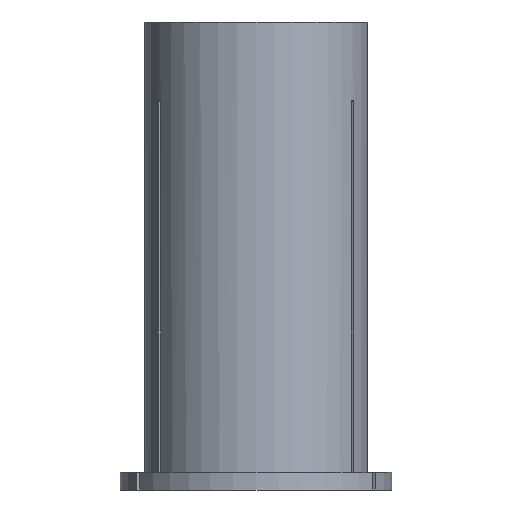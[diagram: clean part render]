
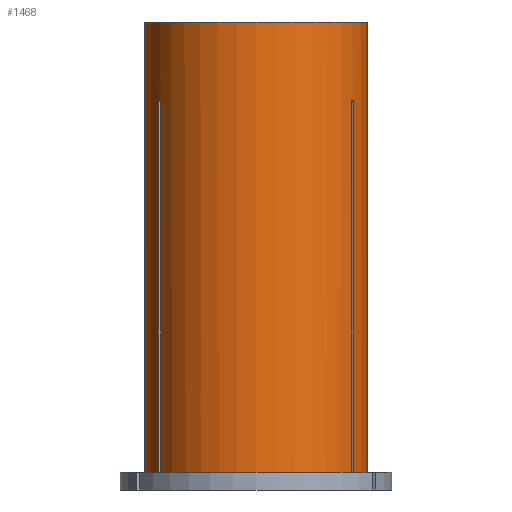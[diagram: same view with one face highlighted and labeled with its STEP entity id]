
A CAD part, front view. The second image highlights one B-rep face of the part: STEP entity #1468.
In plain terms, the highlighted cylindrical face has radius 12.5 mm (diameter 25 mm), a partial arc.
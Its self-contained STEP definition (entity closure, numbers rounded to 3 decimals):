
#3 = VERTEX_POINT ( 'NONE', #586 ) ;
#28 = CARTESIAN_POINT ( 'NONE',  ( 0., 0., -50.5 ) ) ;
#86 = ORIENTED_EDGE ( 'NONE', *, *, #383, .T. ) ;
#98 = FACE_OUTER_BOUND ( 'NONE', #1449, .T. ) ;
#101 = AXIS2_PLACEMENT_3D ( 'NONE', #1730, #1331, #508 ) ;
#137 = ORIENTED_EDGE ( 'NONE', *, *, #1733, .F. ) ;
#144 = CARTESIAN_POINT ( 'NONE',  ( -10.972, -5.988, -50.5 ) ) ;
#146 = CARTESIAN_POINT ( 'NONE',  ( 0., 0., -50.5 ) ) ;
#147 = AXIS2_PLACEMENT_3D ( 'NONE', #166, #1247, #1125 ) ;
#166 = CARTESIAN_POINT ( 'NONE',  ( 0., 0., 0. ) ) ;
#176 = VERTEX_POINT ( 'NONE', #370 ) ;
#185 = CARTESIAN_POINT ( 'NONE',  ( -10.724, -6.423, -8.829 ) ) ;
#189 = EDGE_CURVE ( 'NONE', #3, #809, #1142, .T. ) ;
#205 = CARTESIAN_POINT ( 'NONE',  ( 10.972, -5.988, 0. ) ) ;
#213 = LINE ( 'NONE', #821, #1611 ) ;
#233 = ORIENTED_EDGE ( 'NONE', *, *, #1196, .T. ) ;
#253 = EDGE_CURVE ( 'NONE', #3, #627, #648, .T. ) ;
#263 = EDGE_CURVE ( 'NONE', #176, #925, #1366, .T. ) ;
#273 = DIRECTION ( 'NONE',  ( 0., 0., 1. ) ) ;
#303 = DIRECTION ( 'NONE',  ( 0., 0., 1. ) ) ;
#312 = CARTESIAN_POINT ( 'NONE',  ( -10.672, -6.508, -8.83 ) ) ;
#320 = VERTEX_POINT ( 'NONE', #992 ) ;
#344 = CARTESIAN_POINT ( 'NONE',  ( -10.972, -5.988, -8.83 ) ) ;
#365 = CARTESIAN_POINT ( 'NONE',  ( 12.5, 0., -50.5 ) ) ;
#369 = LINE ( 'NONE', #205, #408 ) ;
#370 = CARTESIAN_POINT ( 'NONE',  ( 10.972, -5.988, -50.5 ) ) ;
#383 = EDGE_CURVE ( 'NONE', #925, #1674, #587, .T. ) ;
#397 = VERTEX_POINT ( 'NONE', #1273 ) ;
#408 = VECTOR ( 'NONE', #1162, 1000. ) ;
#473 = CARTESIAN_POINT ( 'NONE',  ( -10.924, -6.076, -8.829 ) ) ;
#486 = ORIENTED_EDGE ( 'NONE', *, *, #926, .F. ) ;
#508 = DIRECTION ( 'NONE',  ( 1., 0., 0. ) ) ;
#567 = DIRECTION ( 'NONE',  ( 0., 0., 1. ) ) ;
#570 = EDGE_CURVE ( 'NONE', #1274, #1012, #1337, .T. ) ;
#584 = AXIS2_PLACEMENT_3D ( 'NONE', #28, #273, #1231 ) ;
#586 = CARTESIAN_POINT ( 'NONE',  ( -12.5, 0., -50.5 ) ) ;
#587 = LINE ( 'NONE', #734, #1584 ) ;
#609 = CARTESIAN_POINT ( 'NONE',  ( -10.972, -5.988, -8.83 ) ) ;
#627 = VERTEX_POINT ( 'NONE', #144 ) ;
#628 = VECTOR ( 'NONE', #303, 1000. ) ;
#635 = CARTESIAN_POINT ( 'NONE',  ( 10.672, -6.508, -8.83 ) ) ;
#638 = CARTESIAN_POINT ( 'NONE',  ( 0., 0., 0. ) ) ;
#648 = CIRCLE ( 'NONE', #584, 12.5 ) ;
#696 = DIRECTION ( 'NONE',  ( 0., 0., 1. ) ) ;
#718 = DIRECTION ( 'NONE',  ( 1., 0., 0. ) ) ;
#734 = CARTESIAN_POINT ( 'NONE',  ( 12.5, 0., 0. ) ) ;
#736 = VERTEX_POINT ( 'NONE', #635 ) ;
#764 = EDGE_CURVE ( 'NONE', #736, #320, #1155, .T. ) ;
#809 = VERTEX_POINT ( 'NONE', #903 ) ;
#820 = DIRECTION ( 'NONE',  ( 0., 0., 1. ) ) ;
#821 = CARTESIAN_POINT ( 'NONE',  ( 10.672, -6.508, 0. ) ) ;
#826 = EDGE_CURVE ( 'NONE', #627, #1722, #1702, .T. ) ;
#864 = AXIS2_PLACEMENT_3D ( 'NONE', #146, #567, #718 ) ;
#866 = DIRECTION ( 'NONE',  ( 0., 0., 1. ) ) ;
#887 = CARTESIAN_POINT ( 'NONE',  ( 12.5, 0., 0. ) ) ;
#893 = EDGE_CURVE ( 'NONE', #1722, #1012, #1311, .T. ) ;
#903 = CARTESIAN_POINT ( 'NONE',  ( -12.5, 0., 0. ) ) ;
#925 = VERTEX_POINT ( 'NONE', #365 ) ;
#926 = EDGE_CURVE ( 'NONE', #809, #1674, #1222, .T. ) ;
#975 = VECTOR ( 'NONE', #820, 1000. ) ;
#992 = CARTESIAN_POINT ( 'NONE',  ( 10.972, -5.988, -8.83 ) ) ;
#1011 = CARTESIAN_POINT ( 'NONE',  ( -10.672, -6.508, -50.5 ) ) ;
#1012 = VERTEX_POINT ( 'NONE', #1028 ) ;
#1027 = CARTESIAN_POINT ( 'NONE',  ( 10.724, -6.423, -8.829 ) ) ;
#1028 = CARTESIAN_POINT ( 'NONE',  ( -10.672, -6.508, -8.83 ) ) ;
#1085 = ORIENTED_EDGE ( 'NONE', *, *, #1423, .T. ) ;
#1101 = VECTOR ( 'NONE', #1214, 1000. ) ;
#1125 = DIRECTION ( 'NONE',  ( 1., 0., 0. ) ) ;
#1134 = CYLINDRICAL_SURFACE ( 'NONE', #147, 12.5 ) ;
#1135 = ORIENTED_EDGE ( 'NONE', *, *, #764, .T. ) ;
#1142 = LINE ( 'NONE', #1713, #1101 ) ;
#1149 = AXIS2_PLACEMENT_3D ( 'NONE', #638, #1316, #1189 ) ;
#1155 = B_SPLINE_CURVE_WITH_KNOTS ( 'NONE', 3,
 ( #1705, #1027, #1576, #1571, #1563 ),
 .UNSPECIFIED., .F., .F.,
 ( 4, 1, 4 ),
 ( 0.082, 0.083, 0.083 ),
 .UNSPECIFIED. ) ;
#1162 = DIRECTION ( 'NONE',  ( 0., 0., 1. ) ) ;
#1189 = DIRECTION ( 'NONE',  ( 1., 0., 0. ) ) ;
#1196 = EDGE_CURVE ( 'NONE', #1274, #397, #1200, .T. ) ;
#1200 = CIRCLE ( 'NONE', #101, 12.5 ) ;
#1214 = DIRECTION ( 'NONE',  ( 0., 0., 1. ) ) ;
#1222 = CIRCLE ( 'NONE', #1149, 12.5 ) ;
#1231 = DIRECTION ( 'NONE',  ( 1., 0., 0. ) ) ;
#1247 = DIRECTION ( 'NONE',  ( 0., 0., 1. ) ) ;
#1255 = ORIENTED_EDGE ( 'NONE', *, *, #570, .F. ) ;
#1273 = CARTESIAN_POINT ( 'NONE',  ( 10.672, -6.508, -50.5 ) ) ;
#1274 = VERTEX_POINT ( 'NONE', #1011 ) ;
#1291 = ORIENTED_EDGE ( 'NONE', *, *, #826, .T. ) ;
#1305 = ORIENTED_EDGE ( 'NONE', *, *, #893, .T. ) ;
#1311 = B_SPLINE_CURVE_WITH_KNOTS ( 'NONE', 3,
 ( #344, #473, #1672, #185, #312 ),
 .UNSPECIFIED., .F., .F.,
 ( 4, 1, 4 ),
 ( 0.076, 0.076, 0.076 ),
 .UNSPECIFIED. ) ;
#1316 = DIRECTION ( 'NONE',  ( 0., 0., 1. ) ) ;
#1331 = DIRECTION ( 'NONE',  ( 0., 0., 1. ) ) ;
#1337 = LINE ( 'NONE', #1509, #975 ) ;
#1366 = CIRCLE ( 'NONE', #864, 12.5 ) ;
#1406 = ORIENTED_EDGE ( 'NONE', *, *, #189, .F. ) ;
#1423 = EDGE_CURVE ( 'NONE', #397, #736, #213, .T. ) ;
#1441 = ORIENTED_EDGE ( 'NONE', *, *, #253, .T. ) ;
#1449 = EDGE_LOOP ( 'NONE', ( #1406, #1441, #1291, #1305, #1255, #233, #1085, #1135, #137, #1679, #86, #486 ) ) ;
#1468 = ADVANCED_FACE ( 'NONE', ( #98 ), #1134, .T. ) ;
#1507 = CARTESIAN_POINT ( 'NONE',  ( -10.972, -5.988, 0. ) ) ;
#1509 = CARTESIAN_POINT ( 'NONE',  ( -10.672, -6.508, 0. ) ) ;
#1563 = CARTESIAN_POINT ( 'NONE',  ( 10.972, -5.988, -8.83 ) ) ;
#1571 = CARTESIAN_POINT ( 'NONE',  ( 10.924, -6.076, -8.829 ) ) ;
#1576 = CARTESIAN_POINT ( 'NONE',  ( 10.826, -6.25, -8.828 ) ) ;
#1584 = VECTOR ( 'NONE', #866, 1000. ) ;
#1611 = VECTOR ( 'NONE', #696, 1000. ) ;
#1672 = CARTESIAN_POINT ( 'NONE',  ( -10.826, -6.251, -8.828 ) ) ;
#1674 = VERTEX_POINT ( 'NONE', #887 ) ;
#1679 = ORIENTED_EDGE ( 'NONE', *, *, #263, .T. ) ;
#1702 = LINE ( 'NONE', #1507, #628 ) ;
#1705 = CARTESIAN_POINT ( 'NONE',  ( 10.672, -6.508, -8.83 ) ) ;
#1713 = CARTESIAN_POINT ( 'NONE',  ( -12.5, 0., 0. ) ) ;
#1722 = VERTEX_POINT ( 'NONE', #609 ) ;
#1730 = CARTESIAN_POINT ( 'NONE',  ( 0., 0., -50.5 ) ) ;
#1733 = EDGE_CURVE ( 'NONE', #176, #320, #369, .T. ) ;
